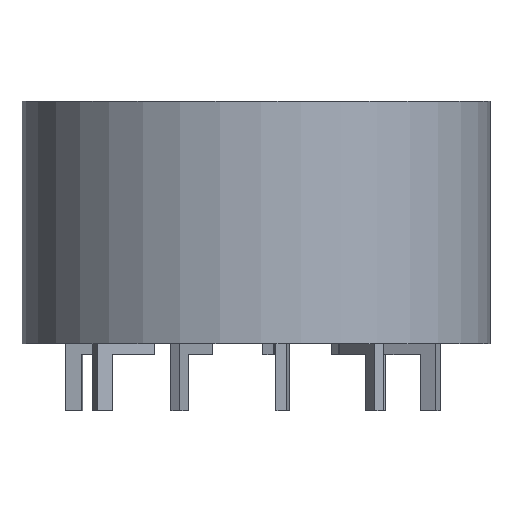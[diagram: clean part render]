
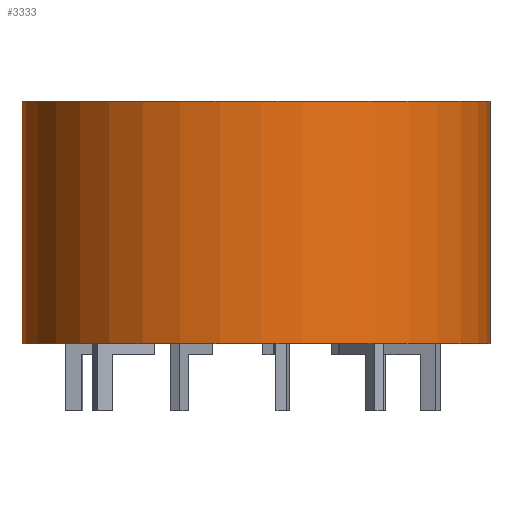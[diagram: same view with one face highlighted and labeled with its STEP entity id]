
A CAD part, front view. The second image highlights one B-rep face of the part: STEP entity #3333.
In plain terms, the highlighted cylindrical face has radius 14 mm (diameter 28 mm), a full revolution.
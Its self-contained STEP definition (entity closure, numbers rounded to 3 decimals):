
#41=FACE_BOUND($,#344,.T.);
#48=CYLINDRICAL_SURFACE($,#3584,14.);
#77=CIRCLE($,#3560,14.);
#101=CIRCLE($,#3585,14.);
#133=FACE_OUTER_BOUND($,#343,.T.);
#343=EDGE_LOOP($,(#2305));
#344=EDGE_LOOP($,(#2306));
#1401=VERTEX_POINT($,#4761);
#1491=VERTEX_POINT($,#4942);
#1727=EDGE_CURVE($,#1401,#1401,#77,.T.);
#1817=EDGE_CURVE($,#1491,#1491,#101,.T.);
#2305=ORIENTED_EDGE($,*,*,#1727,.F.);
#2306=ORIENTED_EDGE($,*,*,#1817,.T.);
#3333=ADVANCED_FACE($,(#133,#41),#48,.T.);
#3560=AXIS2_PLACEMENT_3D($,#4762,#3832,#3833);
#3584=AXIS2_PLACEMENT_3D($,#4941,#3946,#3947);
#3585=AXIS2_PLACEMENT_3D($,#4943,#3948,#3949);
#3832=DIRECTION('center_axis',(0.,0.,1.));
#3833=DIRECTION('ref_axis',(0.154,0.988,0.));
#3946=DIRECTION('center_axis',(0.,0.,1.));
#3947=DIRECTION('ref_axis',(0.154,0.988,0.));
#3948=DIRECTION('center_axis',(0.,0.,1.));
#3949=DIRECTION('ref_axis',(0.154,0.988,0.));
#4761=CARTESIAN_POINT('',(-2.149,-13.834,15.15));
#4762=CARTESIAN_POINT('Origin',(0.,0.,
15.15));
#4941=CARTESIAN_POINT('Origin',(0.,0.,
15.15));
#4942=CARTESIAN_POINT('',(-2.149,-13.834,0.65));
#4943=CARTESIAN_POINT('Origin',(0.,0.,
0.65));
